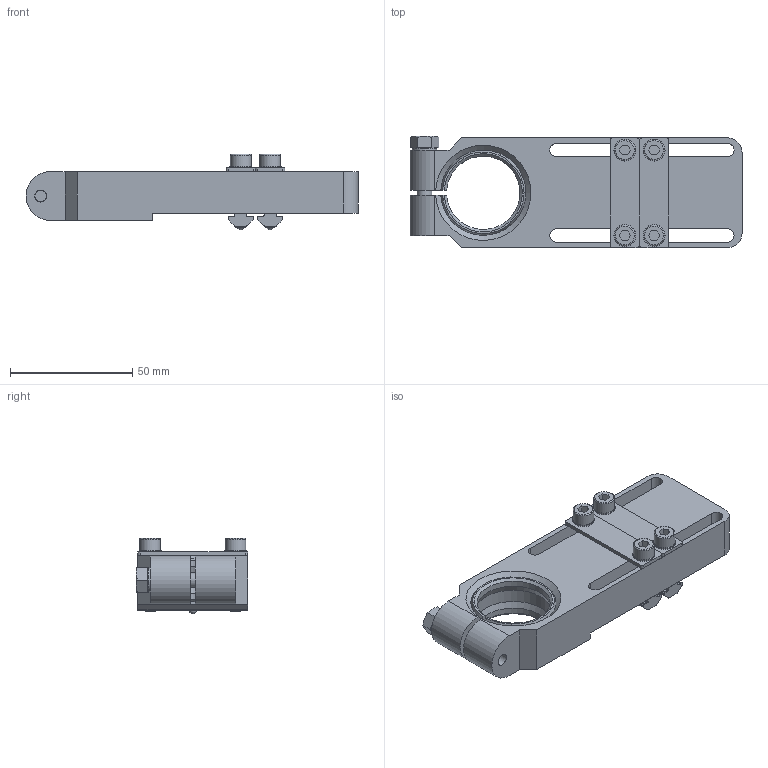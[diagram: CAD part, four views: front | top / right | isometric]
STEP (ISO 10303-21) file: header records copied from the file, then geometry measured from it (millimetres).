
FILE_DESCRIPTION((''),'2;1');
FILE_NAME('GR02.038.stp','2014-11-26T12:36:15',('RKob'),(''),'Autodesk Inventor 2012','Autodesk Inventor 2012','');
FILE_SCHEMA(('AUTOMOTIVE_DESIGN { 1 0 10303 214 1 1 1 1 }'));
Length unit declared in the file: millimetre
Products named in the file (9): GR02; Schnorr S5; DIN912-M5x25; GR01; Schnorr S6; I-A 6kt M6x25
Assembly tree (16 placements, depth 2):
  GR02
    GR02
    GR02
    GR02  x2
    Schnorr S5  x4
    DIN912-M5x25  x4
    GR01  x2
    Schnorr S6
    I-A 6kt M6x25
Bounding box: 136 x 45.7 x 30.9 mm (x, y, z)
Volume: 82556.9 mm3; surface area: 36172 mm2
Topology: 16 solids, 16 shells, 260 faces, 638 edges, 420 vertices
Faces by surface type: plane 144, cylinder 89, cone 18, sphere 5, torus 4
Full cylindrical faces by diameter (mm): 4.134 x4, 4.917 x1, 5 x4, 5.3 x4, 5.5 x4, 6 x1, 6.4 x1, 6.5 x1, 8.5 x4, 9 x4, 10 x2
Entity records: 5149 total; most frequent: CARTESIAN_POINT 939, DIRECTION 868, ORIENTED_EDGE 776, EDGE_CURVE 388, AXIS2_PLACEMENT_3D 328, VERTEX_POINT 265, VECTOR 212, LINE 212
